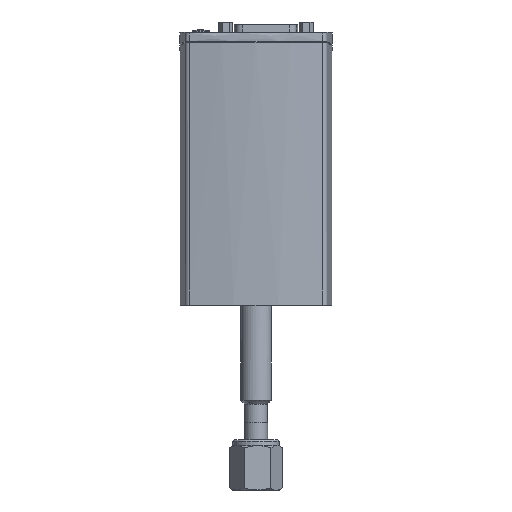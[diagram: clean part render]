
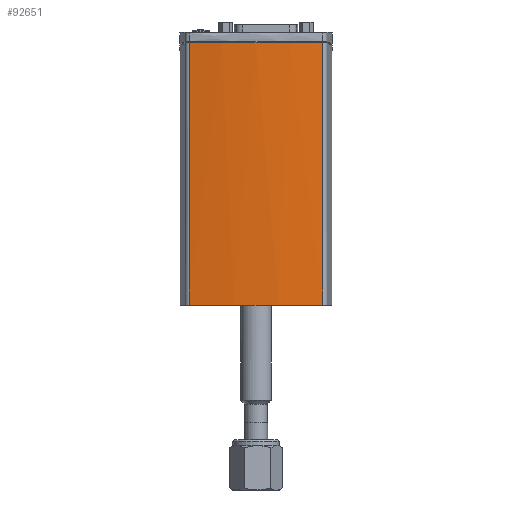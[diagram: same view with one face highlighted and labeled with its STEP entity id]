
A CAD part, left-side view. The second image highlights one B-rep face of the part: STEP entity #92651.
In plain terms, the highlighted cylindrical face has radius 170 mm (diameter 340 mm), a partial arc.
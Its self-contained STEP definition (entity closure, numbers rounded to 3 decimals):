
#1190=B_SPLINE_CURVE_WITH_KNOTS('',3,(#141762,#141763,#141764,#141765,#141766,
#141767),.UNSPECIFIED.,.F.,.F.,(4,2,4),(3.561,5.341,
6.145),.UNSPECIFIED.);
#1191=B_SPLINE_CURVE_WITH_KNOTS('',3,(#141769,#141770,#141771,#141772,#141773,
#141774),.UNSPECIFIED.,.F.,.F.,(4,2,4),(0.977,1.78,
3.561),.UNSPECIFIED.);
#3558=CIRCLE('',#98721,170.);
#4823=CYLINDRICAL_SURFACE('',#98829,170.);
#6407=FACE_OUTER_BOUND('',#11330,.T.);
#11330=EDGE_LOOP('',(#63312,#63313,#63314,#63315,#63316));
#17014=LINE('',#142148,#26855);
#17019=LINE('',#142166,#26860);
#26855=VECTOR('',#109869,10.);
#26860=VECTOR('',#109896,10.);
#37511=VERTEX_POINT('',#141679);
#37512=VERTEX_POINT('',#141680);
#37533=VERTEX_POINT('',#141760);
#37534=VERTEX_POINT('',#141761);
#37535=VERTEX_POINT('',#141768);
#47146=EDGE_CURVE('',#37511,#37512,#3558,.T.);
#47185=EDGE_CURVE('',#37533,#37534,#1190,.T.);
#47186=EDGE_CURVE('',#37535,#37533,#1191,.T.);
#47276=EDGE_CURVE('',#37511,#37535,#17014,.T.);
#47284=EDGE_CURVE('',#37512,#37534,#17019,.T.);
#63312=ORIENTED_EDGE('',*,*,#47185,.T.);
#63313=ORIENTED_EDGE('',*,*,#47284,.F.);
#63314=ORIENTED_EDGE('',*,*,#47146,.F.);
#63315=ORIENTED_EDGE('',*,*,#47276,.T.);
#63316=ORIENTED_EDGE('',*,*,#47186,.T.);
#92651=ADVANCED_FACE('',(#6407),#4823,.T.);
#98721=AXIS2_PLACEMENT_3D('',#141681,#109609,#109610);
#98829=AXIS2_PLACEMENT_3D('',#142167,#109897,#109898);
#109609=DIRECTION('center_axis',(0.,0.,
-1.));
#109610=DIRECTION('ref_axis',(1.,0.,0.));
#109869=DIRECTION('',(0.,0.,1.));
#109896=DIRECTION('',(0.,0.,1.));
#109897=DIRECTION('center_axis',(0.,0.,
1.));
#109898=DIRECTION('ref_axis',(-1.,0.,0.));
#141679=CARTESIAN_POINT('',(-29.245,-27.596,9.));
#141680=CARTESIAN_POINT('',(-29.245,27.596,9.));
#141681=CARTESIAN_POINT('Origin',(138.5,0.,
9.));
#141760=CARTESIAN_POINT('',(-31.5,0.,117.2));
#141761=CARTESIAN_POINT('',(-29.245,27.596,117.186));
#141762=CARTESIAN_POINT('Ctrl Pts',(-31.5,0.,
117.2));
#141763=CARTESIAN_POINT('Ctrl Pts',(-31.5,5.934,
117.2));
#141764=CARTESIAN_POINT('Ctrl Pts',(-31.169,12.447,
117.201));
#141765=CARTESIAN_POINT('Ctrl Pts',(-30.117,21.836,
117.195));
#141766=CARTESIAN_POINT('Ctrl Pts',(-29.714,24.748,
117.192));
#141767=CARTESIAN_POINT('Ctrl Pts',(-29.245,27.596,117.186));
#141768=CARTESIAN_POINT('',(-29.245,-27.596,117.186));
#141769=CARTESIAN_POINT('Ctrl Pts',(-29.245,-27.596,
117.186));
#141770=CARTESIAN_POINT('Ctrl Pts',(-29.714,-24.748,
117.192));
#141771=CARTESIAN_POINT('Ctrl Pts',(-30.117,-21.836,
117.195));
#141772=CARTESIAN_POINT('Ctrl Pts',(-31.169,-12.447,
117.201));
#141773=CARTESIAN_POINT('Ctrl Pts',(-31.5,-5.934,
117.2));
#141774=CARTESIAN_POINT('Ctrl Pts',(-31.5,0.,
117.2));
#142148=CARTESIAN_POINT('',(-29.245,-27.596,9.));
#142166=CARTESIAN_POINT('',(-29.245,27.596,9.));
#142167=CARTESIAN_POINT('Origin',(138.5,0.,
9.));
